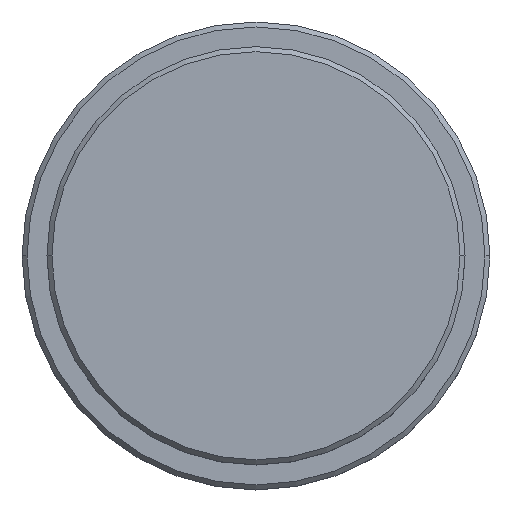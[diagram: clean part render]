
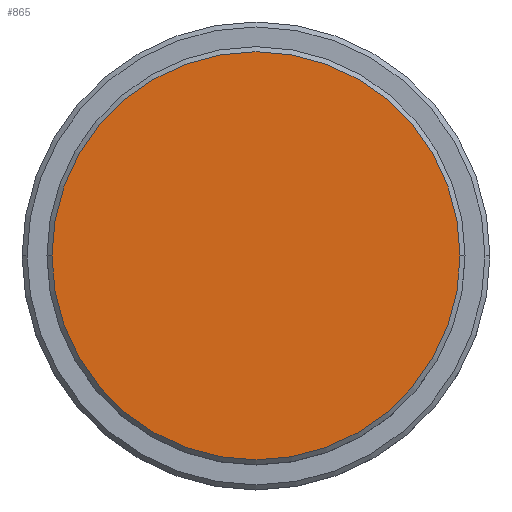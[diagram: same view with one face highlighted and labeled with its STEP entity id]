
A CAD part, top view. The second image highlights one B-rep face of the part: STEP entity #865.
In plain terms, the highlighted planar face has unit normal (0, 0, 1).
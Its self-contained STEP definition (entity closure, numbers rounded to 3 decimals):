
#2 = DIRECTION ( 'NONE',  ( 1., 0., 0. ) ) ;
#156 = ORIENTED_EDGE ( 'NONE', *, *, #797, .T. ) ;
#177 = DIRECTION ( 'NONE',  ( 1., 0., 0. ) ) ;
#268 = EDGE_CURVE ( 'NONE', #1109, #743, #1294, .T. ) ;
#328 = FACE_OUTER_BOUND ( 'NONE', #562, .T. ) ;
#347 = ORIENTED_EDGE ( 'NONE', *, *, #268, .T. ) ;
#425 = CARTESIAN_POINT ( 'NONE',  ( 0., 0., 0. ) ) ;
#472 = AXIS2_PLACEMENT_3D ( 'NONE', #766, #750, #549 ) ;
#549 = DIRECTION ( 'NONE',  ( 1., 0., 0. ) ) ;
#551 = AXIS2_PLACEMENT_3D ( 'NONE', #425, #559, #2 ) ;
#559 = DIRECTION ( 'NONE',  ( 0., 0., 1. ) ) ;
#562 = EDGE_LOOP ( 'NONE', ( #156, #347 ) ) ;
#609 = AXIS2_PLACEMENT_3D ( 'NONE', #829, #808, #177 ) ;
#687 = CARTESIAN_POINT ( 'NONE',  ( 20.5, 0., 0. ) ) ;
#743 = VERTEX_POINT ( 'NONE', #945 ) ;
#750 = DIRECTION ( 'NONE',  ( 0., 0., 1. ) ) ;
#766 = CARTESIAN_POINT ( 'NONE',  ( 0., 0., 0. ) ) ;
#797 = EDGE_CURVE ( 'NONE', #743, #1109, #983, .T. ) ;
#808 = DIRECTION ( 'NONE',  ( 0., 0., 1. ) ) ;
#829 = CARTESIAN_POINT ( 'NONE',  ( 0., 0., 0. ) ) ;
#865 = ADVANCED_FACE ( 'NONE', ( #328 ), #1301, .T. ) ;
#945 = CARTESIAN_POINT ( 'NONE',  ( -20.5, 0., 0. ) ) ;
#983 = CIRCLE ( 'NONE', #551, 20.5 ) ;
#1109 = VERTEX_POINT ( 'NONE', #687 ) ;
#1294 = CIRCLE ( 'NONE', #609, 20.5 ) ;
#1301 = PLANE ( 'NONE',  #472 ) ;
